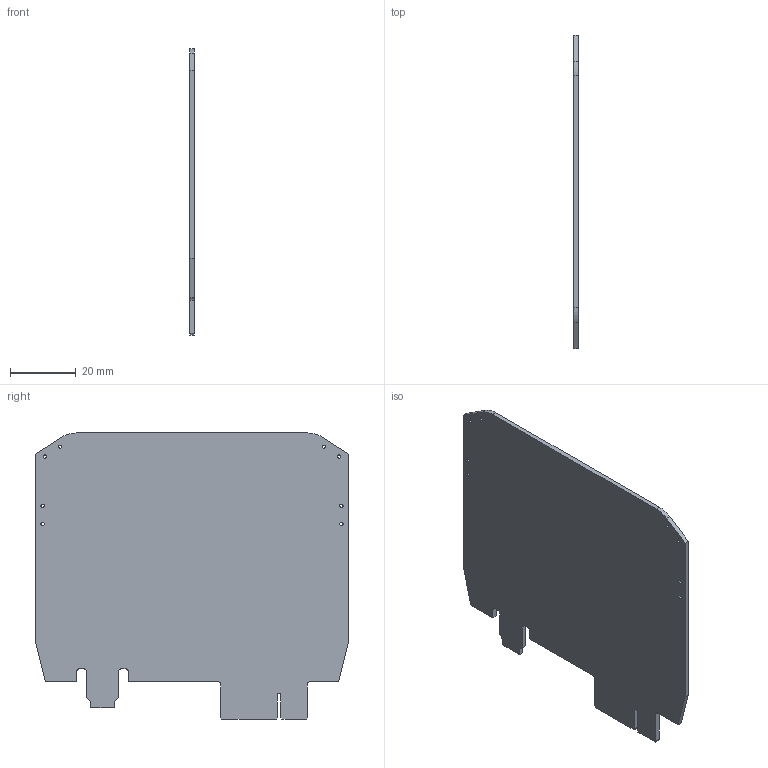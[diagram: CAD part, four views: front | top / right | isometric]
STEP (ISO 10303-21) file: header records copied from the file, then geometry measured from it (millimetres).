
FILE_DESCRIPTION (( 'STEP AP214' ), '1' );
FILE_NAME ('Ïëàòà ðàñøèðèòåëÿ.STEP', '2021-02-16T09:15:27', ( '' ), ( '' ), 'SwSTEP 2.0', 'SolidWorks 2018', '' );
FILE_SCHEMA (( 'AUTOMOTIVE_DESIGN' ));
Length unit declared in the file: millimetre
Products named in the file (1): Ïëàòà ðàñøèðèòåëÿ
Bounding box: 1.42 x 95.5 x 87.3 mm (x, y, z)
Volume: 10622.6 mm3; surface area: 15555.5 mm2
Topology: 1 solids, 1 shells, 59 faces, 173 edges, 116 vertices
Faces by surface type: plane 34, cylinder 25
Entity records: 2039 total; most frequent: CARTESIAN_POINT 349, ORIENTED_EDGE 346, DIRECTION 343, EDGE_CURVE 173, LINE 123, VECTOR 123, VERTEX_POINT 116, AXIS2_PLACEMENT_3D 110
